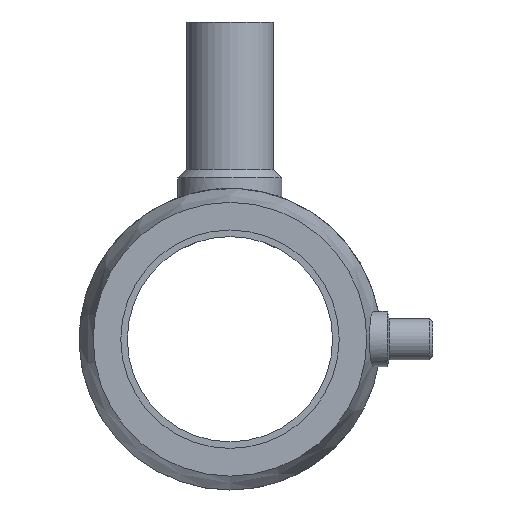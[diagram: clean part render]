
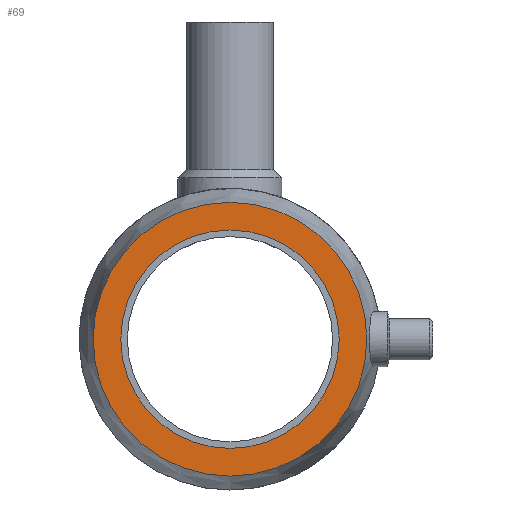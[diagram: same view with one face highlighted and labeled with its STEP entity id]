
A CAD part, left-side view. The second image highlights one B-rep face of the part: STEP entity #69.
In plain terms, the highlighted planar face has unit normal (-1, 0, 0).
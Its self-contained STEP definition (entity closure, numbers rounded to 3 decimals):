
#69 = ADVANCED_FACE( '', ( #170, #171 ), #172, .F. );
#170 = FACE_OUTER_BOUND( '', #333, .T. );
#171 = FACE_BOUND( '', #334, .T. );
#172 = PLANE( '', #335 );
#333 = EDGE_LOOP( '', ( #496 ) );
#334 = EDGE_LOOP( '', ( #497 ) );
#335 = AXIS2_PLACEMENT_3D( '', #498, #499, #500 );
#496 = ORIENTED_EDGE( '', *, *, #726, .F. );
#497 = ORIENTED_EDGE( '', *, *, #727, .T. );
#498 = CARTESIAN_POINT( '', ( 0., 0., 0. ) );
#499 = DIRECTION( '', ( 1., 0., 0. ) );
#500 = DIRECTION( '', ( 0., 0., -1. ) );
#726 = EDGE_CURVE( '', #812, #812, #813, .T. );
#727 = EDGE_CURVE( '', #814, #814, #815, .T. );
#812 = VERTEX_POINT( '', #1025 );
#813 = CIRCLE( '', #1026, 39.488 );
#814 = VERTEX_POINT( '', #1027 );
#815 = CIRCLE( '', #1028, 31.5 );
#1025 = CARTESIAN_POINT( '', ( 0., 0., -39.488 ) );
#1026 = AXIS2_PLACEMENT_3D( '', #1542, #1543, #1544 );
#1027 = CARTESIAN_POINT( '', ( 0., 0., -31.5 ) );
#1028 = AXIS2_PLACEMENT_3D( '', #1545, #1546, #1547 );
#1542 = CARTESIAN_POINT( '', ( 0., 0., 0. ) );
#1543 = DIRECTION( '', ( 1., 0., 0. ) );
#1544 = DIRECTION( '', ( 0., 0., -1. ) );
#1545 = CARTESIAN_POINT( '', ( 0., 0., 0. ) );
#1546 = DIRECTION( '', ( 1., 0., 0. ) );
#1547 = DIRECTION( '', ( 0., 0., -1. ) );
